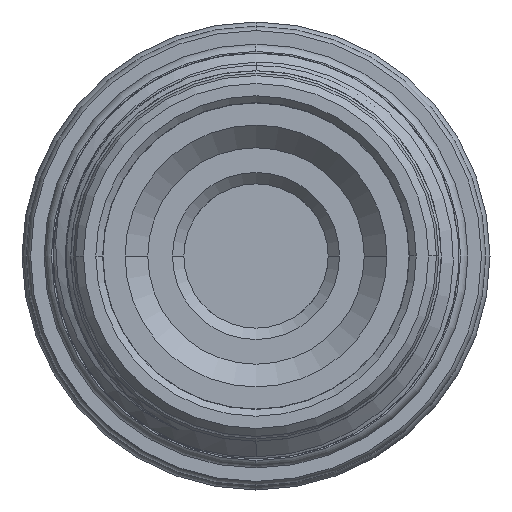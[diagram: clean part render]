
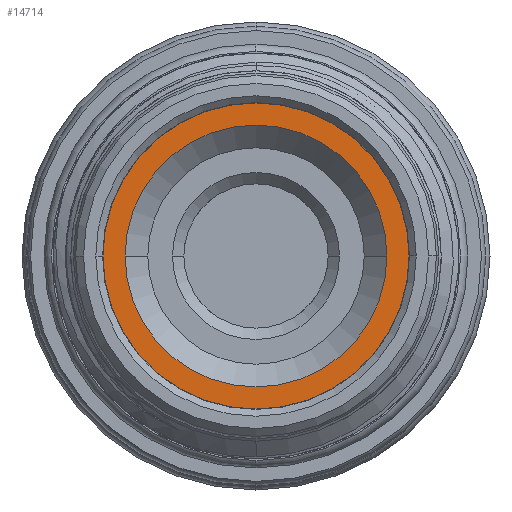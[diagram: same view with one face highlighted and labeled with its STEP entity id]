
A CAD part, left-side view. The second image highlights one B-rep face of the part: STEP entity #14714.
In plain terms, the highlighted planar face has unit normal (-1, 0, 0).
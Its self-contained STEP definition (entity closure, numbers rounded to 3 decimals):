
#24 = PLANE ( 'NONE',  #12127 ) ;
#694 = DIRECTION ( 'NONE',  ( 1., 0., 0. ) ) ;
#945 = FACE_OUTER_BOUND ( 'NONE', #14576, .T. ) ;
#1698 = CARTESIAN_POINT ( 'NONE',  ( -29.508, -13.47, 0. ) ) ;
#2194 = CARTESIAN_POINT ( 'NONE',  ( -29.508, 0., 0. ) ) ;
#2465 = DIRECTION ( 'NONE',  ( 0., -1., 0. ) ) ;
#2735 = CIRCLE ( 'NONE', #13411, 11.525 ) ;
#3575 = VERTEX_POINT ( 'NONE', #12574 ) ;
#3952 = EDGE_CURVE ( 'NONE', #19566, #15839, #6182, .T. ) ;
#5200 = CARTESIAN_POINT ( 'NONE',  ( -29.508, 0., 0. ) ) ;
#5271 = DIRECTION ( 'NONE',  ( 0., -1., 0. ) ) ;
#5409 = DIRECTION ( 'NONE',  ( 1., 0., 0. ) ) ;
#6182 = CIRCLE ( 'NONE', #14012, 11.525 ) ;
#6948 = CARTESIAN_POINT ( 'NONE',  ( -29.508, 0., 0. ) ) ;
#7674 = CIRCLE ( 'NONE', #11297, 13.47 ) ;
#7800 = DIRECTION ( 'NONE',  ( 1., 0., 0. ) ) ;
#8044 = VERTEX_POINT ( 'NONE', #1698 ) ;
#8198 = DIRECTION ( 'NONE',  ( 1., 0., 0. ) ) ;
#9369 = CARTESIAN_POINT ( 'NONE',  ( -29.508, 0., -13.47 ) ) ;
#9417 = EDGE_CURVE ( 'NONE', #15839, #19566, #2735, .T. ) ;
#9508 = ORIENTED_EDGE ( 'NONE', *, *, #12815, .F. ) ;
#9560 = CARTESIAN_POINT ( 'NONE',  ( -29.508, 11.525, 0. ) ) ;
#11297 = AXIS2_PLACEMENT_3D ( 'NONE', #18222, #15063, #2465 ) ;
#11857 = ORIENTED_EDGE ( 'NONE', *, *, #18204, .F. ) ;
#12127 = AXIS2_PLACEMENT_3D ( 'NONE', #9369, #7800, #15501 ) ;
#12574 = CARTESIAN_POINT ( 'NONE',  ( -29.508, 13.47, 0. ) ) ;
#12815 = EDGE_CURVE ( 'NONE', #3575, #8044, #12859, .T. ) ;
#12859 = CIRCLE ( 'NONE', #17228, 13.47 ) ;
#13411 = AXIS2_PLACEMENT_3D ( 'NONE', #5200, #694, #5271 ) ;
#14012 = AXIS2_PLACEMENT_3D ( 'NONE', #2194, #8198, #17600 ) ;
#14576 = EDGE_LOOP ( 'NONE', ( #11857, #9508 ) ) ;
#14714 = ADVANCED_FACE ( 'NONE', ( #16797, #945 ), #24, .F. ) ;
#15063 = DIRECTION ( 'NONE',  ( 1., 0., 0. ) ) ;
#15501 = DIRECTION ( 'NONE',  ( 0., -1., 0. ) ) ;
#15611 = CARTESIAN_POINT ( 'NONE',  ( -29.508, -11.525, 0. ) ) ;
#15839 = VERTEX_POINT ( 'NONE', #9560 ) ;
#16285 = DIRECTION ( 'NONE',  ( 0., -1., 0. ) ) ;
#16791 = ORIENTED_EDGE ( 'NONE', *, *, #9417, .T. ) ;
#16797 = FACE_BOUND ( 'NONE', #18583, .T. ) ;
#17228 = AXIS2_PLACEMENT_3D ( 'NONE', #6948, #5409, #16285 ) ;
#17600 = DIRECTION ( 'NONE',  ( 0., -1., 0. ) ) ;
#18204 = EDGE_CURVE ( 'NONE', #8044, #3575, #7674, .T. ) ;
#18222 = CARTESIAN_POINT ( 'NONE',  ( -29.508, 0., 0. ) ) ;
#18583 = EDGE_LOOP ( 'NONE', ( #16791, #20201 ) ) ;
#19566 = VERTEX_POINT ( 'NONE', #15611 ) ;
#20201 = ORIENTED_EDGE ( 'NONE', *, *, #3952, .T. ) ;
